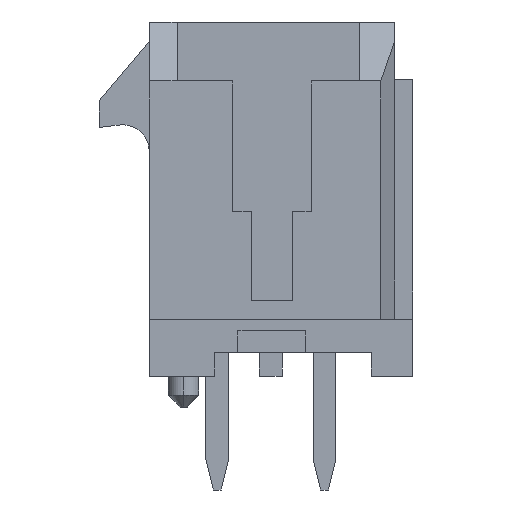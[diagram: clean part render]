
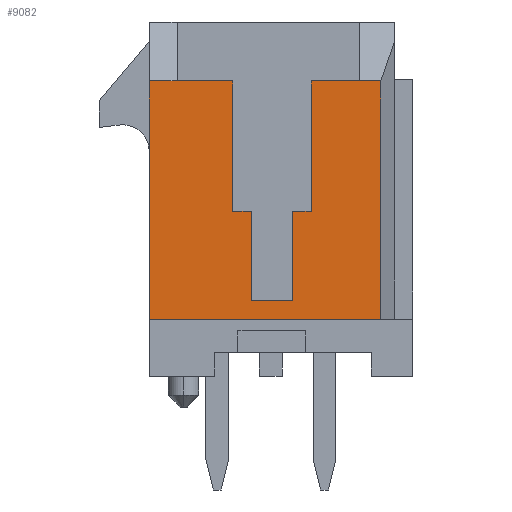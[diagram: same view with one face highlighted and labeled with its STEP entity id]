
A CAD part, left-side view. The second image highlights one B-rep face of the part: STEP entity #9082.
In plain terms, the highlighted planar face has unit normal (-1, 0, 0).
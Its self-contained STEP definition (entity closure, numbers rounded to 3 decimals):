
#1=DIRECTION('',(0.,0.,-1.));
#2=VECTOR('',#1,3.65);
#3=CARTESIAN_POINT('',(-15.325,-1.1,3.305));
#4=LINE('',#3,#2);
#5=DIRECTION('',(0.,1.,0.));
#6=VECTOR('',#5,1.35);
#7=CARTESIAN_POINT('',(-15.325,-2.45,3.305));
#8=LINE('',#7,#6);
#9=DIRECTION('',(0.,-1.,0.));
#10=VECTOR('',#9,0.6);
#11=CARTESIAN_POINT('',(-15.325,-2.45,3.305));
#12=LINE('',#11,#10);
#13=DIRECTION('',(0.,0.,-1.));
#14=VECTOR('',#13,6.66);
#15=CARTESIAN_POINT('',(-15.325,-3.05,3.305));
#16=LINE('',#15,#14);
#17=DIRECTION('',(0.,1.,0.));
#18=VECTOR('',#17,6.48);
#19=CARTESIAN_POINT('',(-15.325,-3.05,-3.355));
#20=LINE('',#19,#18);
#21=DIRECTION('',(0.,0.,1.));
#22=VECTOR('',#21,6.66);
#23=CARTESIAN_POINT('',(-15.325,3.43,-3.355));
#24=LINE('',#23,#22);
#25=DIRECTION('',(0.,-1.,0.));
#26=VECTOR('',#25,0.78);
#27=CARTESIAN_POINT('',(-15.325,3.43,3.305));
#28=LINE('',#27,#26);
#29=DIRECTION('',(0.,1.,0.));
#30=VECTOR('',#29,1.55);
#31=CARTESIAN_POINT('',(-15.325,1.1,3.305));
#32=LINE('',#31,#30);
#33=DIRECTION('',(0.,0.,-1.));
#34=VECTOR('',#33,3.65);
#35=CARTESIAN_POINT('',(-15.325,1.1,3.305));
#36=LINE('',#35,#34);
#37=DIRECTION('',(0.,1.,0.));
#38=VECTOR('',#37,0.525);
#39=CARTESIAN_POINT('',(-15.325,0.575,-0.345));
#40=LINE('',#39,#38);
#41=DIRECTION('',(0.,0.,1.));
#42=VECTOR('',#41,2.5);
#43=CARTESIAN_POINT('',(-15.325,0.575,-2.845));
#44=LINE('',#43,#42);
#45=DIRECTION('',(0.,1.,0.));
#46=VECTOR('',#45,1.15);
#47=CARTESIAN_POINT('',(-15.325,-0.575,-2.845));
#48=LINE('',#47,#46);
#49=DIRECTION('',(0.,0.,-1.));
#50=VECTOR('',#49,2.5);
#51=CARTESIAN_POINT('',(-15.325,-0.575,-0.345));
#52=LINE('',#51,#50);
#53=DIRECTION('',(0.,1.,0.));
#54=VECTOR('',#53,0.525);
#55=CARTESIAN_POINT('',(-15.325,-1.1,-0.345));
#56=LINE('',#55,#54);
#6796=CARTESIAN_POINT('',(-15.325,3.43,3.305));
#6798=VERTEX_POINT('',#6796);
#6851=CARTESIAN_POINT('',(-15.325,2.65,3.305));
#6852=VERTEX_POINT('',#6851);
#6853=CARTESIAN_POINT('',(-15.325,-2.45,3.305));
#6854=VERTEX_POINT('',#6853);
#8041=CARTESIAN_POINT('',(-15.325,3.43,-3.355));
#8042=VERTEX_POINT('',#8041);
#8105=CARTESIAN_POINT('',(-15.325,-3.05,3.305));
#8106=VERTEX_POINT('',#8105);
#8107=CARTESIAN_POINT('',(-15.325,-3.05,-3.355));
#8108=VERTEX_POINT('',#8107);
#8241=CARTESIAN_POINT('',(-15.325,-1.1,-0.345));
#8242=VERTEX_POINT('',#8241);
#8243=CARTESIAN_POINT('',(-15.325,-0.575,-0.345));
#8244=VERTEX_POINT('',#8243);
#8245=CARTESIAN_POINT('',(-15.325,-0.575,-2.845));
#8246=VERTEX_POINT('',#8245);
#8247=CARTESIAN_POINT('',(-15.325,0.575,-2.845));
#8248=VERTEX_POINT('',#8247);
#8249=CARTESIAN_POINT('',(-15.325,0.575,-0.345));
#8250=VERTEX_POINT('',#8249);
#8251=CARTESIAN_POINT('',(-15.325,1.1,-0.345));
#8252=VERTEX_POINT('',#8251);
#8253=CARTESIAN_POINT('',(-15.325,-1.1,3.305));
#8254=VERTEX_POINT('',#8253);
#8255=CARTESIAN_POINT('',(-15.325,1.1,3.305));
#8256=VERTEX_POINT('',#8255);
#9047=CARTESIAN_POINT('',(-15.325,0.,0.));
#9048=DIRECTION('',(1.,0.,0.));
#9049=DIRECTION('',(0.,0.,-1.));
#9050=AXIS2_PLACEMENT_3D('',#9047,#9048,#9049);
#9051=PLANE('',#9050);
#9053=ORIENTED_EDGE('',*,*,#9052,.F.);
#9055=ORIENTED_EDGE('',*,*,#9054,.F.);
#9057=ORIENTED_EDGE('',*,*,#9056,.T.);
#9059=ORIENTED_EDGE('',*,*,#9058,.T.);
#9061=ORIENTED_EDGE('',*,*,#9060,.T.);
#9063=ORIENTED_EDGE('',*,*,#9062,.T.);
#9065=ORIENTED_EDGE('',*,*,#9064,.T.);
#9067=ORIENTED_EDGE('',*,*,#9066,.F.);
#9069=ORIENTED_EDGE('',*,*,#9068,.T.);
#9071=ORIENTED_EDGE('',*,*,#9070,.F.);
#9073=ORIENTED_EDGE('',*,*,#9072,.F.);
#9075=ORIENTED_EDGE('',*,*,#9074,.F.);
#9077=ORIENTED_EDGE('',*,*,#9076,.F.);
#9079=ORIENTED_EDGE('',*,*,#9078,.F.);
#9080=EDGE_LOOP('',(#9053,#9055,#9057,#9059,#9061,#9063,#9065,#9067,#9069,#9071,
#9073,#9075,#9077,#9079));
#9081=FACE_OUTER_BOUND('',#9080,.F.);
#9082=ADVANCED_FACE('',(#9081),#9051,.F.);
#9052=EDGE_CURVE('',#8254,#8242,#4,.T.);
#9054=EDGE_CURVE('',#6854,#8254,#8,.T.);
#9056=EDGE_CURVE('',#6854,#8106,#12,.T.);
#9058=EDGE_CURVE('',#8106,#8108,#16,.T.);
#9060=EDGE_CURVE('',#8108,#8042,#20,.T.);
#9062=EDGE_CURVE('',#8042,#6798,#24,.T.);
#9064=EDGE_CURVE('',#6798,#6852,#28,.T.);
#9066=EDGE_CURVE('',#8256,#6852,#32,.T.);
#9068=EDGE_CURVE('',#8256,#8252,#36,.T.);
#9070=EDGE_CURVE('',#8250,#8252,#40,.T.);
#9072=EDGE_CURVE('',#8248,#8250,#44,.T.);
#9074=EDGE_CURVE('',#8246,#8248,#48,.T.);
#9076=EDGE_CURVE('',#8244,#8246,#52,.T.);
#9078=EDGE_CURVE('',#8242,#8244,#56,.T.);
